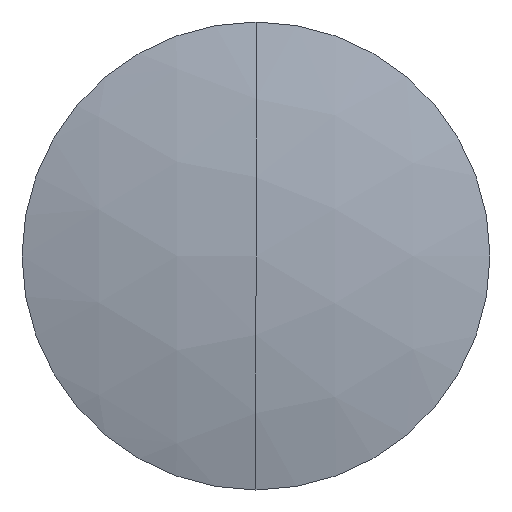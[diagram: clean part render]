
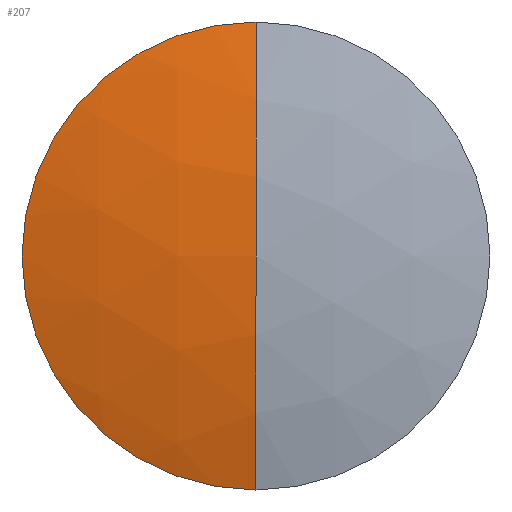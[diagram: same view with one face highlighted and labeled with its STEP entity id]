
A CAD part, left-side view. The second image highlights one B-rep face of the part: STEP entity #207.
In plain terms, the highlighted spherical face has radius 46.5 mm.
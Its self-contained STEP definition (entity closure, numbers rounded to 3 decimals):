
#17 = AXIS2_PLACEMENT_3D ( 'NONE', #56, #73, #48 ) ;
#34 = ORIENTED_EDGE ( 'NONE', *, *, #67, .F. ) ;
#35 = ORIENTED_EDGE ( 'NONE', *, *, #101, .T. ) ;
#48 = DIRECTION ( 'NONE',  ( 0., 0., 1. ) ) ;
#56 = CARTESIAN_POINT ( 'NONE',  ( 284.496, 0., 0. ) ) ;
#64 = CIRCLE ( 'NONE', #188, 46.5 ) ;
#67 = EDGE_CURVE ( 'NONE', #224, #237, #64, .T. ) ;
#73 = DIRECTION ( 'NONE',  ( 0., 1., 0. ) ) ;
#74 = EDGE_CURVE ( 'NONE', #224, #307, #186, .T. ) ;
#87 = DIRECTION ( 'NONE',  ( -1., 0., 0. ) ) ;
#88 = DIRECTION ( 'NONE',  ( 0., 0., 1. ) ) ;
#97 = CARTESIAN_POINT ( 'NONE',  ( 239.764, 0., 0. ) ) ;
#101 = EDGE_CURVE ( 'NONE', #307, #237, #203, .T. ) ;
#122 = CARTESIAN_POINT ( 'NONE',  ( 239.764, 0., 12.7 ) ) ;
#134 = DIRECTION ( 'NONE',  ( 0., 0., 1. ) ) ;
#153 = CARTESIAN_POINT ( 'NONE',  ( 237.996, 0., 0. ) ) ;
#154 = AXIS2_PLACEMENT_3D ( 'NONE', #242, #272, #88 ) ;
#155 = SPHERICAL_SURFACE ( 'NONE', #17, 46.5 ) ;
#159 = CARTESIAN_POINT ( 'NONE',  ( 239.764, 0., -12.7 ) ) ;
#170 = EDGE_LOOP ( 'NONE', ( #262, #35, #34 ) ) ;
#186 = CIRCLE ( 'NONE', #221, 12.7 ) ;
#188 = AXIS2_PLACEMENT_3D ( 'NONE', #216, #225, #343 ) ;
#203 = CIRCLE ( 'NONE', #154, 46.5 ) ;
#207 = ADVANCED_FACE ( 'NONE', ( #329 ), #155, .T. ) ;
#216 = CARTESIAN_POINT ( 'NONE',  ( 284.496, 0., 0. ) ) ;
#221 = AXIS2_PLACEMENT_3D ( 'NONE', #97, #87, #134 ) ;
#224 = VERTEX_POINT ( 'NONE', #122 ) ;
#225 = DIRECTION ( 'NONE',  ( 0., -1., 0. ) ) ;
#237 = VERTEX_POINT ( 'NONE', #153 ) ;
#242 = CARTESIAN_POINT ( 'NONE',  ( 284.496, 0., 0. ) ) ;
#262 = ORIENTED_EDGE ( 'NONE', *, *, #74, .T. ) ;
#272 = DIRECTION ( 'NONE',  ( 0., 1., 0. ) ) ;
#307 = VERTEX_POINT ( 'NONE', #159 ) ;
#329 = FACE_OUTER_BOUND ( 'NONE', #170, .T. ) ;
#343 = DIRECTION ( 'NONE',  ( 0., 0., -1. ) ) ;
